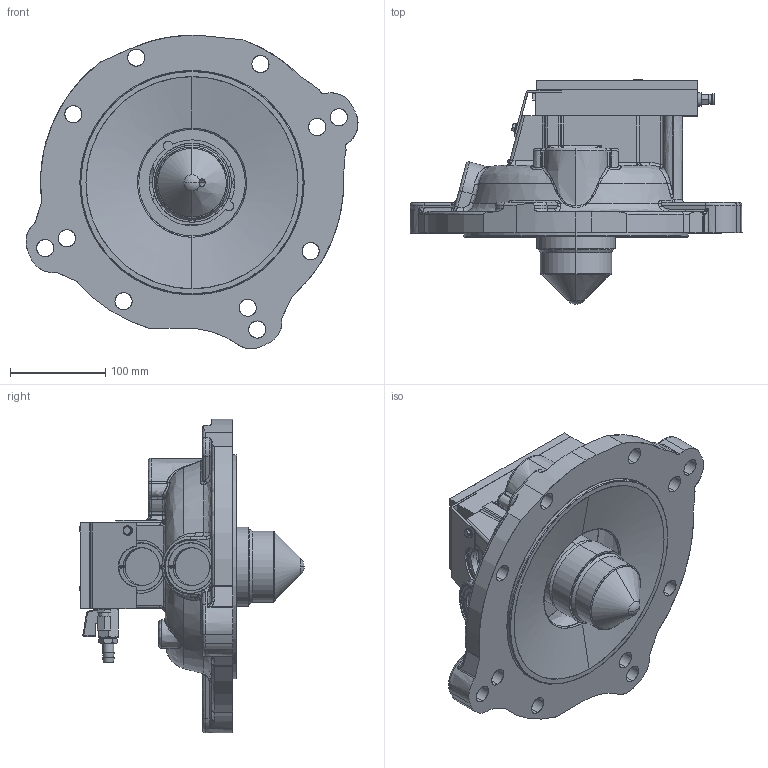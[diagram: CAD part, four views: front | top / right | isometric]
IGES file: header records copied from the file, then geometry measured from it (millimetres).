
Start section: SolidWorks IGES file using analytic representation for surfaces
Global section: file name: FHP-D_23696.IGS; native system: SolidWorks 2010; preprocessor: SolidWorks 2010; author: LarsenR; date: 130730.081148; units: millimetre
Bounding box: 349.1 x 236 x 329.58 mm (x, y, z)
Surface area: 414005.1 mm2 (no closed solid volume)
Topology: 0 solids, 0 shells, 808 faces, 13784 edges, 13759 vertices
Faces by surface type: bspline 451, revolution 357
